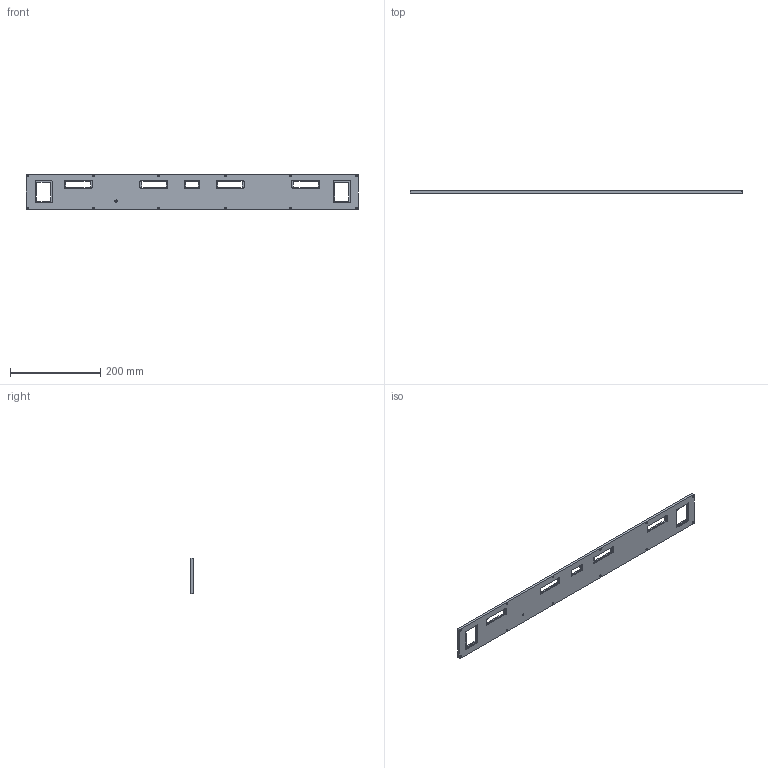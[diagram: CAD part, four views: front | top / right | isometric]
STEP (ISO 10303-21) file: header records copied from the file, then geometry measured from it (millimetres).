
FILE_DESCRIPTION(/* description */ (''),/* implementation_level */ '2;1');
FILE_NAME(/* name */ 'coperchio anteriore.stp',/* time_stamp */ '2017-11-30T11:03:41+01:00',/* author */ (''),/* organization */ (''),/* preprocessor_version */ 'ST-DEVELOPER v16',/* originating_system */ 'SIEMENS PLM Software NX 11.0',/* authorisation */ '');
FILE_SCHEMA (('AUTOMOTIVE_DESIGN { 1 0 10303 214 3 1 1 1 }'));
Length unit declared in the file: millimetre
Products named in the file (1): coperchio anteriore
Bounding box: 737 x 5 x 79.5 mm (x, y, z)
Volume: 241342.6 mm3; surface area: 124416 mm2
Topology: 1 solids, 1 shells, 162 faces, 452 edges, 301 vertices
Faces by surface type: cylinder 81, plane 79, cone 2
Full cylindrical faces by diameter (mm): 4.2 x1, 4.5 x12
Entity records: 5280 total; most frequent: DIRECTION 926, CARTESIAN_POINT 899, ORIENTED_EDGE 872, EDGE_CURVE 436, AXIS2_PLACEMENT_3D 327, VERTEX_POINT 300, LINE 272, VECTOR 272
